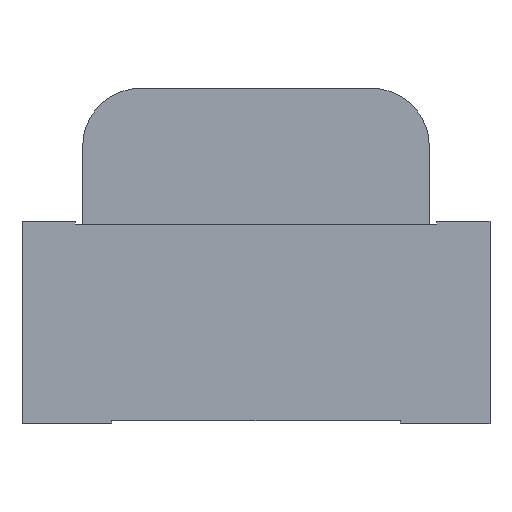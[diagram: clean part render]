
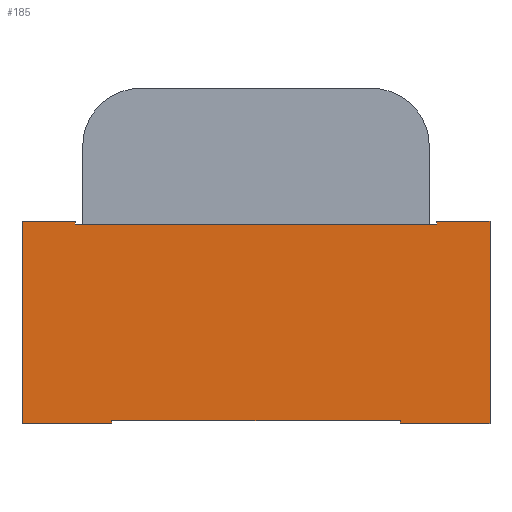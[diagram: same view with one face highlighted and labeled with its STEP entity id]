
A CAD part, top view. The second image highlights one B-rep face of the part: STEP entity #185.
In plain terms, the highlighted planar face has unit normal (0, 0, 1).
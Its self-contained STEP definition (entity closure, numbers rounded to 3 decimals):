
#1 = EDGE_CURVE ( 'NONE', #776, #46, #129, .T. ) ;
#11 = DIRECTION ( 'NONE',  ( 0., 1., 0. ) ) ;
#12 = CARTESIAN_POINT ( 'NONE',  ( -1.271, 0.475, 0.6 ) ) ;
#18 = DIRECTION ( 'NONE',  ( 1., 0., 0. ) ) ;
#36 = EDGE_CURVE ( 'NONE', #550, #288, #410, .T. ) ;
#45 = ORIENTED_EDGE ( 'NONE', *, *, #268, .T. ) ;
#46 = VERTEX_POINT ( 'NONE', #618 ) ;
#52 = EDGE_CURVE ( 'NONE', #370, #774, #190, .T. ) ;
#75 = EDGE_LOOP ( 'NONE', ( #401, #310, #629, #243, #445, #45, #970, #313, #614, #820, #298, #860 ) ) ;
#82 = VECTOR ( 'NONE', #739, 1000. ) ;
#101 = VECTOR ( 'NONE', #11, 1000. ) ;
#109 = FACE_OUTER_BOUND ( 'NONE', #75, .T. ) ;
#112 = LINE ( 'NONE', #414, #470 ) ;
#118 = CARTESIAN_POINT ( 'NONE',  ( 0.164, 1.175, 0.6 ) ) ;
#129 = LINE ( 'NONE', #534, #661 ) ;
#130 = VERTEX_POINT ( 'NONE', #175 ) ;
#132 = VECTOR ( 'NONE', #18, 1000. ) ;
#133 = CARTESIAN_POINT ( 'NONE',  ( 0.039, 0.485, 0.6 ) ) ;
#138 = EDGE_CURVE ( 'NONE', #755, #130, #322, .T. ) ;
#157 = CARTESIAN_POINT ( 'NONE',  ( -1.271, 0.475, 0.6 ) ) ;
#162 = LINE ( 'NONE', #924, #733 ) ;
#175 = CARTESIAN_POINT ( 'NONE',  ( -1.271, 1.175, 0.6 ) ) ;
#185 = ADVANCED_FACE ( 'NONE', ( #109 ), #276, .F. ) ;
#190 = LINE ( 'NONE', #118, #282 ) ;
#195 = DIRECTION ( 'NONE',  ( 0., -1., 0. ) ) ;
#197 = VERTEX_POINT ( 'NONE', #585 ) ;
#223 = EDGE_CURVE ( 'NONE', #370, #995, #480, .T. ) ;
#230 = LINE ( 'NONE', #981, #477 ) ;
#232 = VECTOR ( 'NONE', #830, 1000. ) ;
#243 = ORIENTED_EDGE ( 'NONE', *, *, #1008, .F. ) ;
#259 = EDGE_CURVE ( 'NONE', #388, #197, #230, .T. ) ;
#268 = EDGE_CURVE ( 'NONE', #755, #388, #428, .T. ) ;
#276 = PLANE ( 'NONE',  #462 ) ;
#282 = VECTOR ( 'NONE', #195, 1000. ) ;
#288 = VERTEX_POINT ( 'NONE', #760 ) ;
#298 = ORIENTED_EDGE ( 'NONE', *, *, #862, .F. ) ;
#310 = ORIENTED_EDGE ( 'NONE', *, *, #786, .T. ) ;
#313 = ORIENTED_EDGE ( 'NONE', *, *, #597, .T. ) ;
#322 = LINE ( 'NONE', #765, #101 ) ;
#327 = CARTESIAN_POINT ( 'NONE',  ( 0.349, 0.475, 0.6 ) ) ;
#352 = CARTESIAN_POINT ( 'NONE',  ( -0.961, 0.475, 0.6 ) ) ;
#357 = DIRECTION ( 'NONE',  ( 0., 1., 0. ) ) ;
#370 = VERTEX_POINT ( 'NONE', #453 ) ;
#372 = DIRECTION ( 'NONE',  ( 0., -1., 0. ) ) ;
#388 = VERTEX_POINT ( 'NONE', #352 ) ;
#401 = ORIENTED_EDGE ( 'NONE', *, *, #52, .T. ) ;
#410 = LINE ( 'NONE', #700, #506 ) ;
#414 = CARTESIAN_POINT ( 'NONE',  ( 0.349, 1.175, 0.6 ) ) ;
#422 = LINE ( 'NONE', #491, #831 ) ;
#428 = LINE ( 'NONE', #12, #132 ) ;
#445 = ORIENTED_EDGE ( 'NONE', *, *, #138, .F. ) ;
#449 = VERTEX_POINT ( 'NONE', #133 ) ;
#453 = CARTESIAN_POINT ( 'NONE',  ( 0.164, 1.175, 0.6 ) ) ;
#462 = AXIS2_PLACEMENT_3D ( 'NONE', #1015, #528, #834 ) ;
#464 = DIRECTION ( 'NONE',  ( 0., 1., 0. ) ) ;
#470 = VECTOR ( 'NONE', #501, 1000. ) ;
#477 = VECTOR ( 'NONE', #357, 1000. ) ;
#480 = LINE ( 'NONE', #670, #232 ) ;
#487 = VECTOR ( 'NONE', #581, 1000. ) ;
#491 = CARTESIAN_POINT ( 'NONE',  ( -1.261, 0.485, 0.6 ) ) ;
#501 = DIRECTION ( 'NONE',  ( 0., -1., 0. ) ) ;
#506 = VECTOR ( 'NONE', #372, 1000. ) ;
#507 = CARTESIAN_POINT ( 'NONE',  ( 0.349, 1.175, 0.6 ) ) ;
#528 = DIRECTION ( 'NONE',  ( 0., 0., -1. ) ) ;
#534 = CARTESIAN_POINT ( 'NONE',  ( 0.349, 0.475, 0.6 ) ) ;
#541 = CARTESIAN_POINT ( 'NONE',  ( -1.086, 1.175, 0.6 ) ) ;
#550 = VERTEX_POINT ( 'NONE', #541 ) ;
#556 = EDGE_CURVE ( 'NONE', #46, #449, #162, .T. ) ;
#581 = DIRECTION ( 'NONE',  ( 1., 0., 0. ) ) ;
#585 = CARTESIAN_POINT ( 'NONE',  ( -0.961, 0.485, 0.6 ) ) ;
#592 = CARTESIAN_POINT ( 'NONE',  ( -1.271, 1.175, 0.6 ) ) ;
#597 = EDGE_CURVE ( 'NONE', #197, #449, #422, .T. ) ;
#614 = ORIENTED_EDGE ( 'NONE', *, *, #556, .F. ) ;
#618 = CARTESIAN_POINT ( 'NONE',  ( 0.039, 0.475, 0.6 ) ) ;
#629 = ORIENTED_EDGE ( 'NONE', *, *, #36, .F. ) ;
#661 = VECTOR ( 'NONE', #920, 1000. ) ;
#670 = CARTESIAN_POINT ( 'NONE',  ( 0.339, 1.175, 0.6 ) ) ;
#700 = CARTESIAN_POINT ( 'NONE',  ( -1.086, 1.175, 0.6 ) ) ;
#702 = LINE ( 'NONE', #592, #487 ) ;
#733 = VECTOR ( 'NONE', #464, 1000. ) ;
#739 = DIRECTION ( 'NONE',  ( -1., 0., 0. ) ) ;
#755 = VERTEX_POINT ( 'NONE', #157 ) ;
#760 = CARTESIAN_POINT ( 'NONE',  ( -1.086, 1.165, 0.6 ) ) ;
#765 = CARTESIAN_POINT ( 'NONE',  ( -1.271, 1.175, 0.6 ) ) ;
#774 = VERTEX_POINT ( 'NONE', #873 ) ;
#776 = VERTEX_POINT ( 'NONE', #327 ) ;
#786 = EDGE_CURVE ( 'NONE', #774, #288, #955, .T. ) ;
#801 = CARTESIAN_POINT ( 'NONE',  ( -1.261, 1.165, 0.6 ) ) ;
#820 = ORIENTED_EDGE ( 'NONE', *, *, #1, .F. ) ;
#830 = DIRECTION ( 'NONE',  ( 1., 0., 0. ) ) ;
#831 = VECTOR ( 'NONE', #858, 1000. ) ;
#834 = DIRECTION ( 'NONE',  ( -1., 0., 0. ) ) ;
#858 = DIRECTION ( 'NONE',  ( 1., 0., 0. ) ) ;
#860 = ORIENTED_EDGE ( 'NONE', *, *, #223, .F. ) ;
#862 = EDGE_CURVE ( 'NONE', #995, #776, #112, .T. ) ;
#873 = CARTESIAN_POINT ( 'NONE',  ( 0.164, 1.165, 0.6 ) ) ;
#920 = DIRECTION ( 'NONE',  ( -1., 0., 0. ) ) ;
#924 = CARTESIAN_POINT ( 'NONE',  ( 0.039, 0.475, 0.6 ) ) ;
#955 = LINE ( 'NONE', #801, #82 ) ;
#970 = ORIENTED_EDGE ( 'NONE', *, *, #259, .T. ) ;
#981 = CARTESIAN_POINT ( 'NONE',  ( -0.961, 0.475, 0.6 ) ) ;
#995 = VERTEX_POINT ( 'NONE', #507 ) ;
#1008 = EDGE_CURVE ( 'NONE', #130, #550, #702, .T. ) ;
#1015 = CARTESIAN_POINT ( 'NONE',  ( 0.339, 1.175, 0.6 ) ) ;
